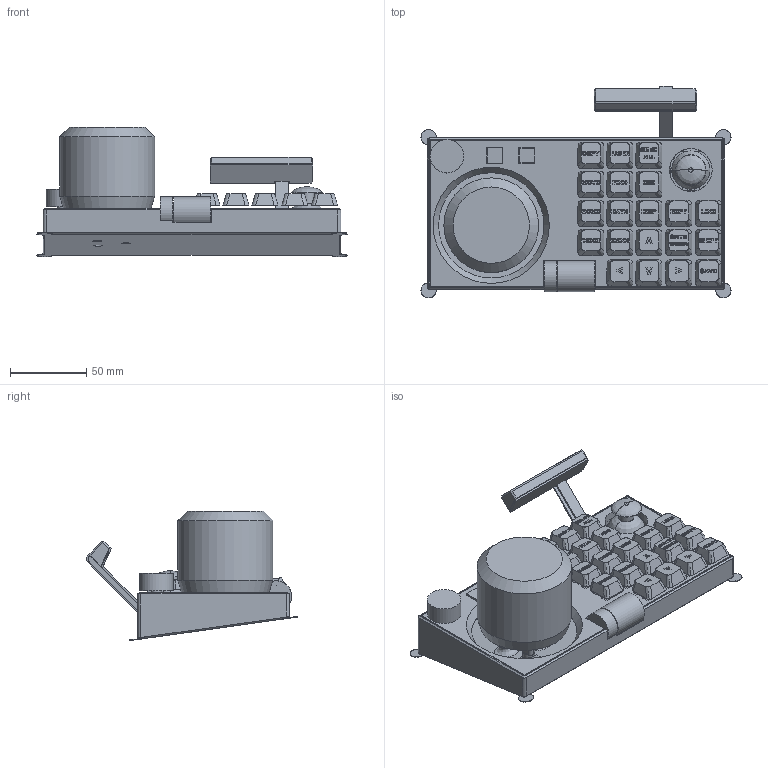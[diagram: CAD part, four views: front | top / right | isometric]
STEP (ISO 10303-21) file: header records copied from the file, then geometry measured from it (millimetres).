
FILE_DESCRIPTION(/* description */ (''),/* implementation_level */ '2;1');
FILE_NAME(/* name */ '1 macro keyboard v2 full assembly.step',/* time_stamp */ '2026-03-02T16:55:03+05:30',/* author */ (''),/* organization */ (''),/* preprocessor_version */ 'ST-DEVELOPER v20.1',/* originating_system */ 'Autodesk Translation Framework v14.24.0.0',/* authorisation */ '');
FILE_SCHEMA (('AUTOMOTIVE_DESIGN { 1 0 10303 214 3 1 1 }'));
Length unit declared in the file: millimetre
Products named in the file (49): 2026-02-27-19-07-12-294; 2026-02-27-19-06-58-322; 2026-02-27-19-06-58-323; 2026-02-27-19-06-58-324; 2026-02-27-19-06-49-922; 2026-02-27-19-06-58-325; 2026-02-27-19-06-58-326; 2026-02-27-19-07-12-309; 2026-02-27-19-06-40-401; 2026-02-27-19-06-40-402; 2026-02-27-19-06-40-403; 2026-02-27-19-06-40-404; 2026-02-27-19-06-40-405; 2026-02-27-19-06-40-406; 2026-02-27-19-06-40-407; 2026-02-27-19-06-40-408; 2026-02-27-19-06-40-409; 2026-02-27-19-06-40-410; 2026-02-27-19-06-40-411; 2026-02-27-19-06-40-412; 2026-02-27-19-06-40-414; 2026-02-27-19-06-40-413; 2026-02-27-19-06-35-982; 2026-02-27-19-07-12-311; 2026-02-27-19-06-59-393; 2026-02-27-19-07-12-312; 2026-02-27-19-07-12-313; 2026-02-27-19-07-12-315; 2026-02-27-19-07-12-316; 2026-02-27-19-07-12-317; 2026-02-27-19-07-12-318; 2026-02-27-19-07-12-319; 2026-02-27-19-06-45-481; 2026-02-27-19-06-45-482; 2026-02-27-19-06-45-483; 2026-02-27-19-06-45-484; 2026-02-27-19-06-45-485; 2026-02-27-19-06-45-486; 2026-02-27-19-06-45-487; 2026-02-27-19-06-45-488 ...
Assembly tree (58 placements, depth 4):
  2026-02-27-19-07-12-294
    2026-02-27-19-06-58-322
      2026-02-27-19-06-58-323
        2026-02-27-19-06-58-324
      2026-02-27-19-06-49-922
      2026-02-27-19-06-58-325
      2026-02-27-19-06-58-326
    2026-02-27-19-07-12-309
    2026-02-27-19-06-40-401
      2026-02-27-19-06-40-402
      2026-02-27-19-06-40-403
        2026-02-27-19-06-40-404
        2026-02-27-19-06-40-405
        2026-02-27-19-06-40-406
        2026-02-27-19-06-40-407
        2026-02-27-19-06-40-408  x5
      2026-02-27-19-06-40-409
        2026-02-27-19-06-40-410
        2026-02-27-19-06-40-411  x5
      2026-02-27-19-06-40-412  x2
        2026-02-27-19-06-40-413
        2026-02-27-19-06-40-414
    2026-02-27-19-06-35-982
    2026-02-27-19-07-12-311
      2026-02-27-19-06-59-393
    2026-02-27-19-07-12-312
      2026-02-27-19-07-12-313
      2026-02-27-19-07-12-315
    2026-02-27-19-07-12-316
      2026-02-27-19-07-12-317
      2026-02-27-19-07-12-318
      2026-02-27-19-07-12-319
    2026-02-27-19-06-45-481
      2026-02-27-19-06-45-482
        2026-02-27-19-06-45-483
        2026-02-27-19-06-45-484
        2026-02-27-19-06-45-485
      2026-02-27-19-06-45-486
        2026-02-27-19-06-45-487
        2026-02-27-19-06-45-488
        2026-02-27-19-06-45-489
        2026-02-27-19-06-45-490
        2026-02-27-19-06-45-491
        2026-02-27-19-06-45-492
        2026-02-27-19-06-45-493
        2026-02-27-19-06-45-494
    2026-02-27-19-07-12-321
    2026-02-27-19-07-12-322
      2026-02-27-19-07-12-323
Bounding box: 203 x 138.74 x 84.64 mm (x, y, z)
Volume: 212958.7 mm3; surface area: 204262.2 mm2
Topology: 85 solids, 85 shells, 6837 faces, 18951 edges, 12531 vertices
Faces by surface type: plane 4755, cylinder 1260, bspline 765, torus 31, cone 16, sphere 10
Full cylindrical faces by diameter (mm): 0.276 x1, 0.3 x4, 0.315 x63, 1 x12, 1.05 x43, 1.3 x4, 1.31 x4, 1.575 x4, 2 x2, 2.1 x2, 2.15 x2, 2.8 x1, 2.9 x16, 3 x5, 3.2 x7, 3.4 x3, 3.5 x6, 3.51 x1, 3.6 x4, 4 x3, 4.3 x1, 5.5 x2, 5.8 x20, 5.9 x1, 6 x6, 6.3 x4, 7 x1, 7.1 x2, 8 x7, 8.812 x1
Entity records: 245296 total; most frequent: CARTESIAN_POINT 73363, ORIENTED_EDGE 37188, DIRECTION 31513, EDGE_CURVE 18594, LINE 14063, VECTOR 14063, VERTEX_POINT 12306, AXIS2_PLACEMENT_3D 8725
